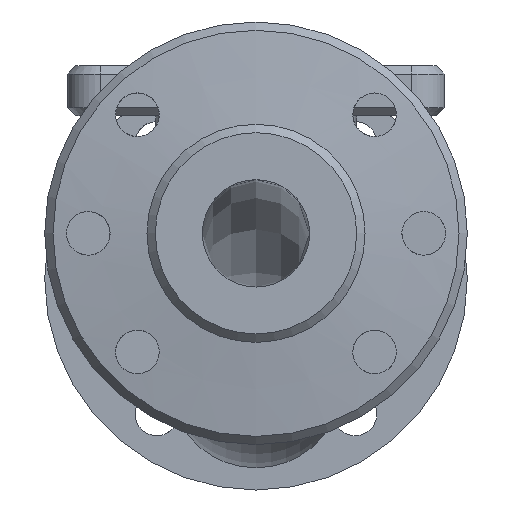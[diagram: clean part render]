
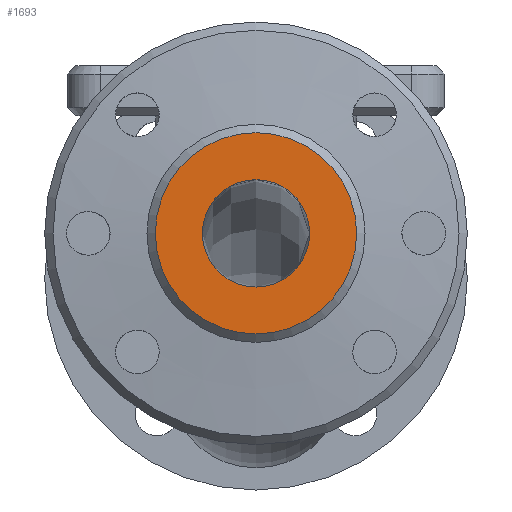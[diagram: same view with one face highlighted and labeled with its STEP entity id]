
A CAD part, front view. The second image highlights one B-rep face of the part: STEP entity #1693.
In plain terms, the highlighted planar face has unit normal (0, -1, 0).
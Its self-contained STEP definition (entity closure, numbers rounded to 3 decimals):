
#156=PLANE('',#1782);
#184=ORIENTED_EDGE('',*,*,#456,.T.);
#185=ORIENTED_EDGE('',*,*,#457,.T.);
#456=EDGE_CURVE('',#592,#592,#701,.F.);
#457=EDGE_CURVE('',#593,#593,#702,.T.);
#592=VERTEX_POINT('',#2262);
#593=VERTEX_POINT('',#2264);
#701=CIRCLE('',#1783,60.);
#702=CIRCLE('',#1784,32.);
#770=EDGE_LOOP('',(#184));
#771=EDGE_LOOP('',(#185));
#937=FACE_BOUND('',#770,.T.);
#938=FACE_BOUND('',#771,.T.);
#1693=ADVANCED_FACE('',(#937,#938),#156,.F.);
#1782=AXIS2_PLACEMENT_3D('',#2260,#1933,#1934);
#1783=AXIS2_PLACEMENT_3D('',#2261,#1935,#1936);
#1784=AXIS2_PLACEMENT_3D('',#2263,#1937,#1938);
#1933=DIRECTION('',(0.,1.,0.));
#1934=DIRECTION('',(0.,0.,1.));
#1935=DIRECTION('',(0.,1.,0.));
#1936=DIRECTION('',(0.,0.,1.));
#1937=DIRECTION('',(0.,1.,0.));
#1938=DIRECTION('',(1.,0.,0.));
#2260=CARTESIAN_POINT('',(0.,-280.,-99.962));
#2261=CARTESIAN_POINT('',(0.,-280.,-99.962));
#2262=CARTESIAN_POINT('',(0.,-280.,-39.962));
#2263=CARTESIAN_POINT('',(0.,-280.,-99.962));
#2264=CARTESIAN_POINT('',(32.,-280.,-99.962));
